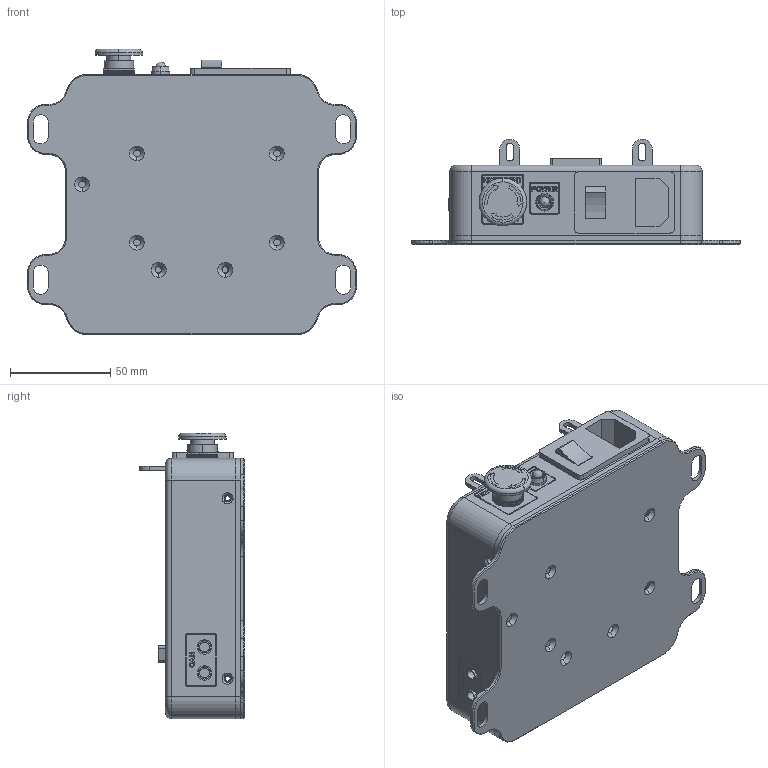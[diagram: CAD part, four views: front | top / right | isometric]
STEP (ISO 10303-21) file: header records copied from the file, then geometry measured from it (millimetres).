
FILE_DESCRIPTION (( 'STEP AP214' ), '1' );
FILE_NAME ('GCD-040211M_俋倛芞.STEP', '2020-04-08T03:38:43', ( 'd' ), ( '' ), 'SwSTEP 2.0', 'SolidWorks 2015', '' );
FILE_SCHEMA (( 'AUTOMOTIVE_DESIGN' ));
Length unit declared in the file: millimetre
Products named in the file (11): 陔奻裔; 陔菁啣; GCD-040211M_俋倛芞; 侐測珨諷秶ん羲壽; 媼撰奪硌尨腑; LAS1-A摹礿羲壽; GCD-040201 电源电路板新-装配; DB7 2W脣釱譫; 撰薊脣釱; USB諉諳; 新装饰圈
Assembly tree (11 placements, depth 3):
  GCD-040211M_俋倛芞
    陔菁啣
    陔奻裔
    新装饰圈
    GCD-040201 电源电路板新-装配
      USB諉諳
      撰薊脣釱  x2
      DB7 2W脣釱譫
    LAS1-A摹礿羲壽
    媼撰奪硌尨腑
    侐測珨諷秶ん羲壽
Bounding box: 164 x 52.5 x 142.43 mm (x, y, z)
Volume: 109060 mm3; surface area: 123804.4 mm2
Topology: 10 solids, 10 shells, 1470 faces, 3861 edges, 2538 vertices
Faces by surface type: plane 886, cylinder 335, bspline 200, cone 38, torus 10, sphere 1
Entity records: 60682 total; most frequent: CARTESIAN_POINT 18698, ORIENTED_EDGE 7468, DIRECTION 6494, EDGE_CURVE 3734, VECTOR 2622, LINE 2622, VERTEX_POINT 2460, AXIS2_PLACEMENT_3D 1936
